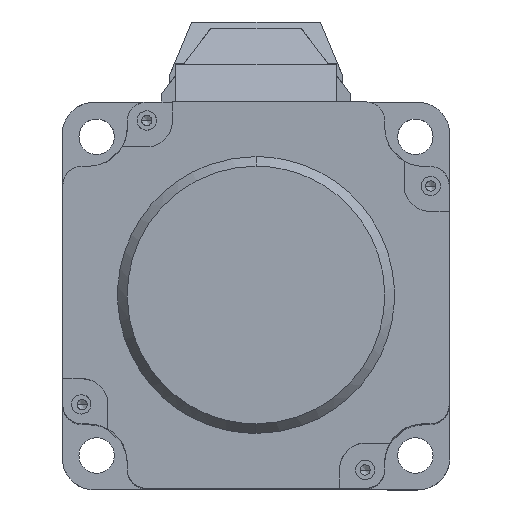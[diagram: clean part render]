
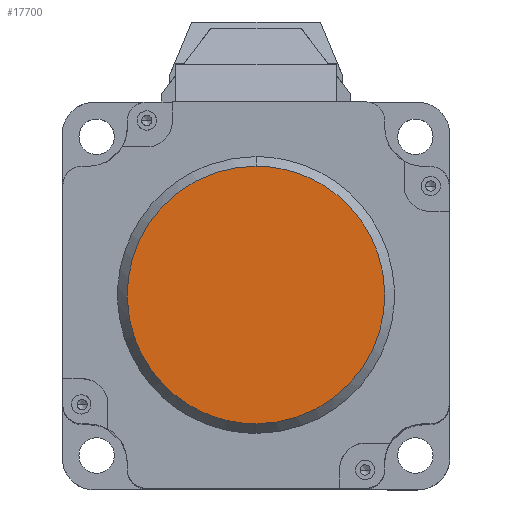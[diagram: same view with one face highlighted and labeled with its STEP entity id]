
A CAD part, top view. The second image highlights one B-rep face of the part: STEP entity #17700.
In plain terms, the highlighted free-form (B-spline) face has degree [1, 1] with [2, 2] control points.
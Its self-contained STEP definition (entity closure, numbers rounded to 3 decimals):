
#2421 = CARTESIAN_POINT ( 'NONE',  ( -51.256, 25.943, 166.181 ) ) ;
#3804 =( BOUNDED_CURVE ( )  B_SPLINE_CURVE ( 3, ( #16199, #23736, #14394, #10762 ),
 .UNSPECIFIED., .F., .F. ) 
 B_SPLINE_CURVE_WITH_KNOTS ( ( 4, 4 ),
 ( 0., 3.142 ),
 .UNSPECIFIED. ) 
 CURVE ( )  GEOMETRIC_REPRESENTATION_ITEM ( )  RATIONAL_B_SPLINE_CURVE ( ( 1., 0.333, 0.333, 1. ) ) 
 REPRESENTATION_ITEM ( '' )  );
#3967 = FACE_OUTER_BOUND ( 'NONE', #16131, .T. ) ;
#4212 = CARTESIAN_POINT ( 'NONE',  ( -70.439, 25.143, 166.181 ) ) ;
#6782 = EDGE_CURVE ( 'NONE', #10309, #10090, #3804, .T. ) ;
#7532 = ORIENTED_EDGE ( 'NONE', *, *, #6782, .F. ) ;
#10090 = VERTEX_POINT ( 'NONE', #12519 ) ;
#10309 = VERTEX_POINT ( 'NONE', #16860 ) ;
#10762 = CARTESIAN_POINT ( 'NONE',  ( -30.439, 25.143, 166.181 ) ) ;
#12519 = CARTESIAN_POINT ( 'NONE',  ( -30.439, 25.143, 166.181 ) ) ;
#13233 = EDGE_CURVE ( 'NONE', #10090, #10309, #17518, .T. ) ;
#13493 = CARTESIAN_POINT ( 'NONE',  ( -9.623, -15.657, 166.181 ) ) ;
#13694 = ORIENTED_EDGE ( 'NONE', *, *, #13233, .F. ) ;
#14394 = CARTESIAN_POINT ( 'NONE',  ( 9.561, 25.143, 166.181 ) ) ;
#14832 = CARTESIAN_POINT ( 'NONE',  ( -70.439, -14.857, 166.181 ) ) ;
#14954 = CARTESIAN_POINT ( 'NONE',  ( -30.439, 25.143, 166.181 ) ) ;
#15423 = B_SPLINE_SURFACE_WITH_KNOTS ( 'NONE', 1, 1, ( 
 ( #2421, #18777 ),
 ( #22732, #13493 ) ),
 .UNSPECIFIED., .F., .F., .F.,
 ( 2, 2 ),
 ( 2, 2 ),
 ( -20.8, 20.8 ),
 ( -20.817, 20.817 ),
 .UNSPECIFIED. ) ;
#16131 = EDGE_LOOP ( 'NONE', ( #7532, #13694 ) ) ;
#16199 = CARTESIAN_POINT ( 'NONE',  ( -30.439, -14.857, 166.181 ) ) ;
#16860 = CARTESIAN_POINT ( 'NONE',  ( -30.439, -14.857, 166.181 ) ) ;
#17518 =( BOUNDED_CURVE ( )  B_SPLINE_CURVE ( 3, ( #14954, #4212, #14832, #22144 ),
 .UNSPECIFIED., .F., .F. ) 
 B_SPLINE_CURVE_WITH_KNOTS ( ( 4, 4 ),
 ( 0., 3.142 ),
 .UNSPECIFIED. ) 
 CURVE ( )  GEOMETRIC_REPRESENTATION_ITEM ( )  RATIONAL_B_SPLINE_CURVE ( ( 1., 0.333, 0.333, 1. ) ) 
 REPRESENTATION_ITEM ( '' )  );
#17700 = ADVANCED_FACE ( 'NONE', ( #3967 ), #15423, .F. ) ;
#18777 = CARTESIAN_POINT ( 'NONE',  ( -9.623, 25.943, 166.181 ) ) ;
#22144 = CARTESIAN_POINT ( 'NONE',  ( -30.439, -14.857, 166.181 ) ) ;
#22732 = CARTESIAN_POINT ( 'NONE',  ( -51.256, -15.657, 166.181 ) ) ;
#23736 = CARTESIAN_POINT ( 'NONE',  ( 9.561, -14.857, 166.181 ) ) ;
